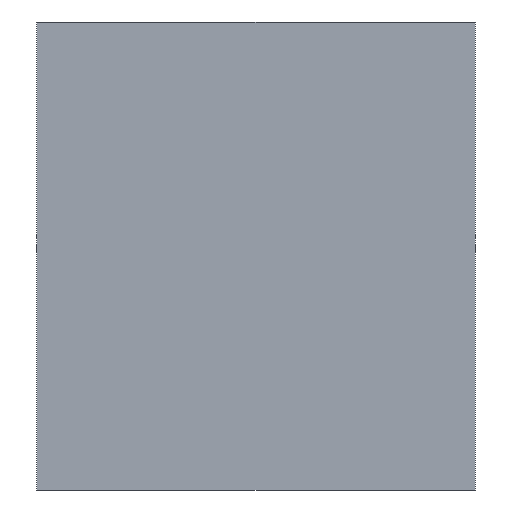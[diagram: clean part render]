
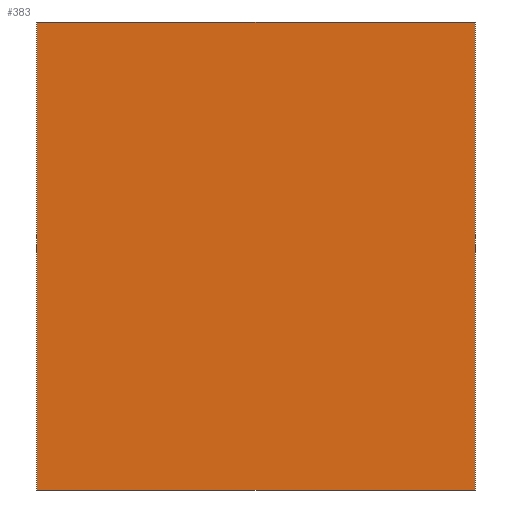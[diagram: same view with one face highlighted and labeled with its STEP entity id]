
A CAD part, front view. The second image highlights one B-rep face of the part: STEP entity #383.
In plain terms, the highlighted planar face has unit normal (0, -1, 0).
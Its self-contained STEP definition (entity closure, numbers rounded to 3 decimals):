
#19=LINE('',#7412,#31);
#20=LINE('',#7415,#32);
#21=LINE('',#7417,#33);
#22=LINE('',#7418,#34);
#31=VECTOR('',#477,10.);
#32=VECTOR('',#480,10.);
#33=VECTOR('',#481,10.);
#34=VECTOR('',#482,10.);
#86=FACE_OUTER_BOUND('',#114,.T.);
#114=EDGE_LOOP('',(#318,#319,#320,#321));
#168=VERTEX_POINT('',#7408);
#169=VERTEX_POINT('',#7410);
#170=VERTEX_POINT('',#7414);
#171=VERTEX_POINT('',#7416);
#220=EDGE_CURVE('',#168,#169,#19,.T.);
#221=EDGE_CURVE('',#170,#168,#20,.T.);
#222=EDGE_CURVE('',#171,#169,#21,.T.);
#223=EDGE_CURVE('',#170,#171,#22,.T.);
#318=ORIENTED_EDGE('',*,*,#221,.T.);
#319=ORIENTED_EDGE('',*,*,#220,.T.);
#320=ORIENTED_EDGE('',*,*,#222,.F.);
#321=ORIENTED_EDGE('',*,*,#223,.F.);
#355=PLANE('',#423);
#383=ADVANCED_FACE('',(#86),#355,.T.);
#423=AXIS2_PLACEMENT_3D('',#7413,#478,#479);
#477=DIRECTION('',(0.,0.,1.));
#478=DIRECTION('center_axis',(0.,-1.,0.));
#479=DIRECTION('ref_axis',(1.,0.,0.));
#480=DIRECTION('',(1.,0.,0.));
#481=DIRECTION('',(1.,0.,0.));
#482=DIRECTION('',(0.,0.,1.));
#7408=CARTESIAN_POINT('',(600.,0.,0.));
#7410=CARTESIAN_POINT('',(600.,0.,640.));
#7412=CARTESIAN_POINT('',(600.,0.,0.));
#7413=CARTESIAN_POINT('Origin',(0.,0.,0.));
#7414=CARTESIAN_POINT('',(0.,0.,0.));
#7415=CARTESIAN_POINT('',(0.,0.,0.));
#7416=CARTESIAN_POINT('',(0.,0.,640.));
#7417=CARTESIAN_POINT('',(0.,0.,640.));
#7418=CARTESIAN_POINT('',(0.,0.,0.));
